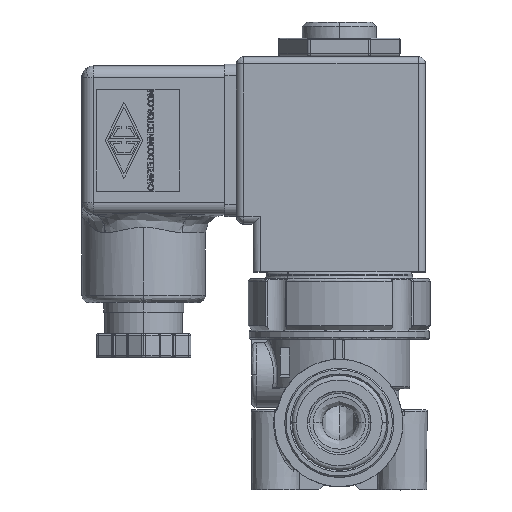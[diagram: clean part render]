
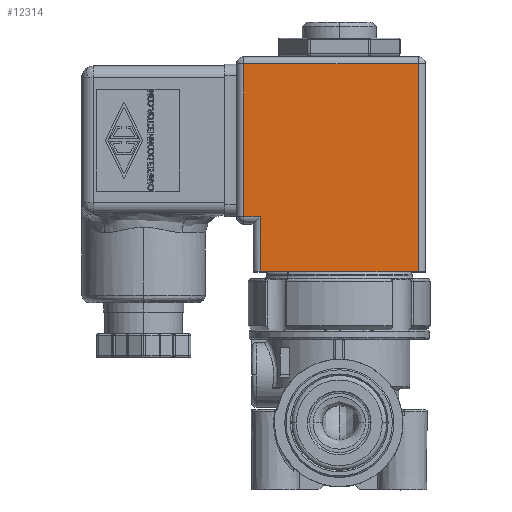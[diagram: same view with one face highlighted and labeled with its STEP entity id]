
A CAD part, top view. The second image highlights one B-rep face of the part: STEP entity #12314.
In plain terms, the highlighted planar face has unit normal (0, 0, 1).
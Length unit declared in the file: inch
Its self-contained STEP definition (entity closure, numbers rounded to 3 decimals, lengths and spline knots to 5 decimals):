
#1754 = CARTESIAN_POINT ( 'NONE',  ( -0.657, 1.4185, 0.62 ) ) ;
#3353 = VECTOR ( 'NONE', #15132, 39.37008 ) ;
#7143 = CARTESIAN_POINT ( 'NONE',  ( 0.593, 1.4185, 0.62 ) ) ;
#7648 = ORIENTED_EDGE ( 'NONE', *, *, #26555, .T. ) ;
#7652 = EDGE_CURVE ( 'NONE', #57214, #12184, #7687, .T. ) ;
#7687 = LINE ( 'NONE', #58612, #9383 ) ;
#9383 = VECTOR ( 'NONE', #20951, 39.37008 ) ;
#10585 = VERTEX_POINT ( 'NONE', #55195 ) ;
#11008 = VECTOR ( 'NONE', #56334, 39.37008 ) ;
#12184 = VERTEX_POINT ( 'NONE', #63640 ) ;
#12314 = ADVANCED_FACE ( 'NONE', ( #46012 ), #17209, .T. ) ;
#15000 = LINE ( 'NONE', #7143, #56326 ) ;
#15132 = DIRECTION ( 'NONE',  ( 1., 0., 0. ) ) ;
#16739 = ORIENTED_EDGE ( 'NONE', *, *, #36439, .T. ) ;
#17003 = ORIENTED_EDGE ( 'NONE', *, *, #18572, .F. ) ;
#17031 = CARTESIAN_POINT ( 'NONE',  ( -0.543, 1.4185, 0.62 ) ) ;
#17209 = PLANE ( 'NONE',  #49694 ) ;
#18190 = DIRECTION ( 'NONE',  ( 1., 0., 0. ) ) ;
#18572 = EDGE_CURVE ( 'NONE', #63065, #60133, #21985, .T. ) ;
#20926 = DIRECTION ( 'NONE',  ( 1., 0., 0. ) ) ;
#20951 = DIRECTION ( 'NONE',  ( 0., -1., 0. ) ) ;
#21985 = LINE ( 'NONE', #58593, #39732 ) ;
#22653 = DIRECTION ( 'NONE',  ( 0., -1., 0. ) ) ;
#26555 = EDGE_CURVE ( 'NONE', #63065, #58753, #62608, .T. ) ;
#29516 = CARTESIAN_POINT ( 'NONE',  ( 0.543, 2.5185, 0.62 ) ) ;
#31203 = CARTESIAN_POINT ( 'NONE',  ( 0.593, 1.0385, 0.62 ) ) ;
#31970 = LINE ( 'NONE', #31203, #3353 ) ;
#33059 = CARTESIAN_POINT ( 'NONE',  ( -0.657, 2.4685, 0.62 ) ) ;
#33833 = ORIENTED_EDGE ( 'NONE', *, *, #7652, .T. ) ;
#36439 = EDGE_CURVE ( 'NONE', #10585, #60133, #54015, .T. ) ;
#37592 = CARTESIAN_POINT ( 'NONE',  ( 0.543, 2.4685, 0.62 ) ) ;
#39732 = VECTOR ( 'NONE', #20926, 39.37008 ) ;
#41641 = ORIENTED_EDGE ( 'NONE', *, *, #53017, .T. ) ;
#46012 = FACE_OUTER_BOUND ( 'NONE', #68816, .T. ) ;
#46608 = VECTOR ( 'NONE', #50595, 39.37008 ) ;
#49694 = AXIS2_PLACEMENT_3D ( 'NONE', #60093, #54935, #22653 ) ;
#50595 = DIRECTION ( 'NONE',  ( 0., -1., 0. ) ) ;
#51767 = ORIENTED_EDGE ( 'NONE', *, *, #68793, .T. ) ;
#53017 = EDGE_CURVE ( 'NONE', #12184, #10585, #31970, .T. ) ;
#54015 = LINE ( 'NONE', #29516, #11008 ) ;
#54935 = DIRECTION ( 'NONE',  ( 0., 0., 1. ) ) ;
#55195 = CARTESIAN_POINT ( 'NONE',  ( 0.543, 1.0385, 0.62 ) ) ;
#55809 = CARTESIAN_POINT ( 'NONE',  ( -0.657, 2.5185, 0.62 ) ) ;
#56326 = VECTOR ( 'NONE', #18190, 39.37008 ) ;
#56334 = DIRECTION ( 'NONE',  ( 0., 1., 0. ) ) ;
#57214 = VERTEX_POINT ( 'NONE', #17031 ) ;
#58593 = CARTESIAN_POINT ( 'NONE',  ( 0.593, 2.4685, 0.62 ) ) ;
#58612 = CARTESIAN_POINT ( 'NONE',  ( -0.543, 2.5185, 0.62 ) ) ;
#58753 = VERTEX_POINT ( 'NONE', #1754 ) ;
#60093 = CARTESIAN_POINT ( 'NONE',  ( 0.593, 2.5185, 0.62 ) ) ;
#60133 = VERTEX_POINT ( 'NONE', #37592 ) ;
#62608 = LINE ( 'NONE', #55809, #46608 ) ;
#63065 = VERTEX_POINT ( 'NONE', #33059 ) ;
#63640 = CARTESIAN_POINT ( 'NONE',  ( -0.543, 1.0385, 0.62 ) ) ;
#68793 = EDGE_CURVE ( 'NONE', #58753, #57214, #15000, .T. ) ;
#68816 = EDGE_LOOP ( 'NONE', ( #51767, #33833, #41641, #16739, #17003, #7648 ) ) ;
